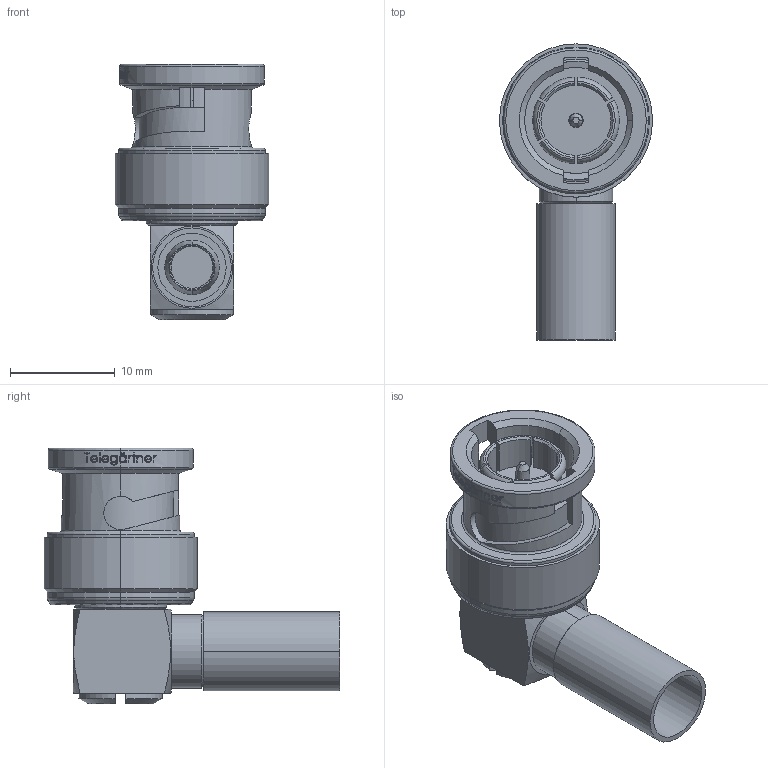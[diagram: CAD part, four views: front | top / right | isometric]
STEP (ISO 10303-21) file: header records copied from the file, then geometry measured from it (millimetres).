
FILE_DESCRIPTION (( 'STEP AP214' ), '1' );
FILE_NAME ('J01002B1356.STEP', '2019-07-03T13:01:42', ( '' ), ( '' ), 'SwSTEP 2.0', 'SolidWorks 2018', '' );
FILE_SCHEMA (( 'AUTOMOTIVE_DESIGN' ));
Length unit declared in the file: millimetre
Products named in the file (1): J01002B1356
Bounding box: 14.6 x 28.2 x 24.35 mm (x, y, z)
Volume: 2765.1 mm3; surface area: 2291.1 mm2
Topology: 1 solids, 1 shells, 323 faces, 832 edges, 538 vertices
Faces by surface type: plane 117, bspline 78, cylinder 70, cone 40, torus 18
Entity records: 16322 total; most frequent: CARTESIAN_POINT 5441, ORIENTED_EDGE 1664, DIRECTION 1324, EDGE_CURVE 832, VERTEX_POINT 538, AXIS2_PLACEMENT_3D 480, LINE 364, VECTOR 364
